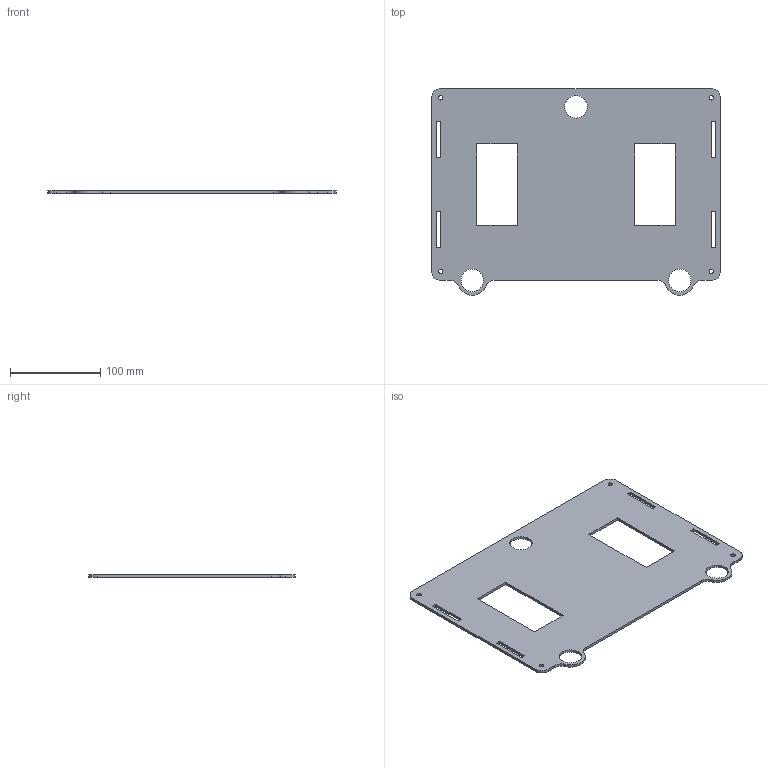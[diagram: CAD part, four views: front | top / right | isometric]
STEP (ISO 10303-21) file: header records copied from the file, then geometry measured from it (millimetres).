
FILE_DESCRIPTION(/* description */ (''),/* implementation_level */ '2;1');
FILE_NAME(/* name */ 'Baseplate_V2_v4.step',/* time_stamp */ '2023-05-19T17:29:42+02:00',/* author */ (''),/* organization */ (''),/* preprocessor_version */ 'ST-DEVELOPER v19.2',/* originating_system */ 'Autodesk Translation Framework v12.4.0.73',/* authorisation */ '');
FILE_SCHEMA (('AUTOMOTIVE_DESIGN { 1 0 10303 214 3 1 1 }'));
Length unit declared in the file: millimetre
Products named in the file (1): Baseplate_V2
Bounding box: 320 x 229 x 3 mm (x, y, z)
Volume: 175085 mm3; surface area: 123544.1 mm2
Topology: 1 solids, 1 shells, 49 faces, 141 edges, 94 vertices
Faces by surface type: plane 32, cylinder 17
Full cylindrical faces by diameter (mm): 5 x4, 25 x3
Entity records: 1694 total; most frequent: CARTESIAN_POINT 285, ORIENTED_EDGE 282, DIRECTION 275, EDGE_CURVE 141, LINE 107, VECTOR 107, VERTEX_POINT 94, AXIS2_PLACEMENT_3D 84
